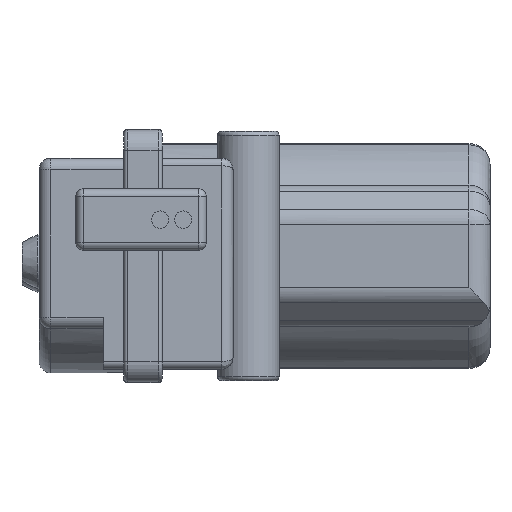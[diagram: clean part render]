
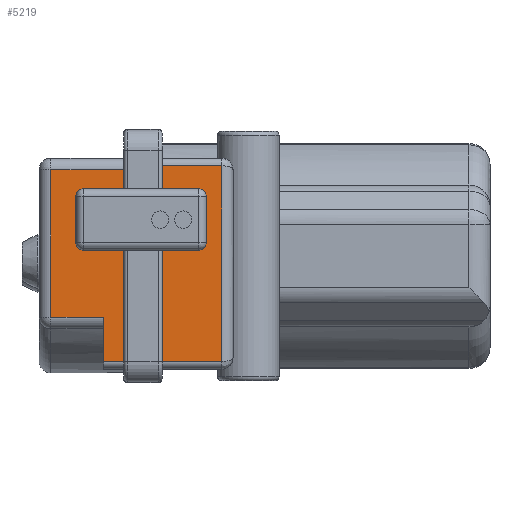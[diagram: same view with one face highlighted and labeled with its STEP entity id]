
A CAD part, front view. The second image highlights one B-rep face of the part: STEP entity #5219.
In plain terms, the highlighted planar face has unit normal (0, -1, 0).
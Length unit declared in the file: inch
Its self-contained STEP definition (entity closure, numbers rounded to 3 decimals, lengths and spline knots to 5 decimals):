
#345=FACE_OUTER_BOUND('',#676,.T.);
#676=EDGE_LOOP('',(#3476,#3477,#3478,#3479,#3480,#3481,#3482,#3483,#3484,
#3485,#3486,#3487,#3488,#3489));
#1393=LINE('',#8095,#1764);
#1399=LINE('',#8115,#1770);
#1400=LINE('',#8118,#1771);
#1401=LINE('',#8120,#1772);
#1402=LINE('',#8122,#1773);
#1403=LINE('',#8124,#1774);
#1404=LINE('',#8125,#1775);
#1405=LINE('',#8127,#1776);
#1406=LINE('',#8129,#1777);
#1407=LINE('',#8131,#1778);
#1408=LINE('',#8133,#1779);
#1409=LINE('',#8135,#1780);
#1410=LINE('',#8137,#1781);
#1411=LINE('',#8138,#1782);
#1764=VECTOR('',#6293,0.3937);
#1770=VECTOR('',#6309,0.3937);
#1771=VECTOR('',#6312,0.3937);
#1772=VECTOR('',#6313,0.3937);
#1773=VECTOR('',#6314,0.3937);
#1774=VECTOR('',#6315,0.3937);
#1775=VECTOR('',#6316,0.3937);
#1776=VECTOR('',#6317,0.3937);
#1777=VECTOR('',#6318,0.3937);
#1778=VECTOR('',#6319,0.3937);
#1779=VECTOR('',#6320,0.3937);
#1780=VECTOR('',#6321,0.3937);
#1781=VECTOR('',#6322,0.3937);
#1782=VECTOR('',#6323,0.3937);
#2134=VERTEX_POINT('',#8091);
#2136=VERTEX_POINT('',#8094);
#2141=VERTEX_POINT('',#8105);
#2145=VERTEX_POINT('',#8113);
#2146=VERTEX_POINT('',#8117);
#2147=VERTEX_POINT('',#8119);
#2148=VERTEX_POINT('',#8121);
#2149=VERTEX_POINT('',#8123);
#2150=VERTEX_POINT('',#8126);
#2151=VERTEX_POINT('',#8128);
#2152=VERTEX_POINT('',#8130);
#2153=VERTEX_POINT('',#8132);
#2154=VERTEX_POINT('',#8134);
#2155=VERTEX_POINT('',#8136);
#2645=EDGE_CURVE('',#2136,#2134,#1393,.T.);
#2655=EDGE_CURVE('',#2141,#2145,#1399,.T.);
#2656=EDGE_CURVE('',#2134,#2146,#1400,.T.);
#2657=EDGE_CURVE('',#2147,#2146,#1401,.T.);
#2658=EDGE_CURVE('',#2148,#2147,#1402,.T.);
#2659=EDGE_CURVE('',#2149,#2148,#1403,.T.);
#2660=EDGE_CURVE('',#2149,#2141,#1404,.T.);
#2661=EDGE_CURVE('',#2145,#2150,#1405,.T.);
#2662=EDGE_CURVE('',#2151,#2150,#1406,.T.);
#2663=EDGE_CURVE('',#2152,#2151,#1407,.T.);
#2664=EDGE_CURVE('',#2153,#2152,#1408,.T.);
#2665=EDGE_CURVE('',#2154,#2153,#1409,.T.);
#2666=EDGE_CURVE('',#2155,#2154,#1410,.T.);
#2667=EDGE_CURVE('',#2155,#2136,#1411,.T.);
#3476=ORIENTED_EDGE('',*,*,#2656,.T.);
#3477=ORIENTED_EDGE('',*,*,#2657,.F.);
#3478=ORIENTED_EDGE('',*,*,#2658,.F.);
#3479=ORIENTED_EDGE('',*,*,#2659,.F.);
#3480=ORIENTED_EDGE('',*,*,#2660,.T.);
#3481=ORIENTED_EDGE('',*,*,#2655,.T.);
#3482=ORIENTED_EDGE('',*,*,#2661,.T.);
#3483=ORIENTED_EDGE('',*,*,#2662,.F.);
#3484=ORIENTED_EDGE('',*,*,#2663,.F.);
#3485=ORIENTED_EDGE('',*,*,#2664,.F.);
#3486=ORIENTED_EDGE('',*,*,#2665,.F.);
#3487=ORIENTED_EDGE('',*,*,#2666,.F.);
#3488=ORIENTED_EDGE('',*,*,#2667,.T.);
#3489=ORIENTED_EDGE('',*,*,#2645,.T.);
#5106=PLANE('',#5580);
#5219=ADVANCED_FACE('',(#345),#5106,.T.);
#5580=AXIS2_PLACEMENT_3D('',#8116,#6310,#6311);
#6293=DIRECTION('',(1.,0.,0.));
#6309=DIRECTION('',(-1.,0.,0.));
#6310=DIRECTION('center_axis',(0.,-1.,0.));
#6311=DIRECTION('ref_axis',(0.,0.,-1.));
#6312=DIRECTION('',(0.,0.,-1.));
#6313=DIRECTION('',(-1.,0.,0.));
#6314=DIRECTION('',(0.,0.,-1.));
#6315=DIRECTION('',(1.,0.,0.));
#6316=DIRECTION('',(0.,0.,-1.));
#6317=DIRECTION('',(0.,0.,1.));
#6318=DIRECTION('',(1.,0.,0.));
#6319=DIRECTION('',(0.,0.,1.));
#6320=DIRECTION('',(-1.,0.,0.));
#6321=DIRECTION('',(0.,0.,1.));
#6322=DIRECTION('',(-1.,0.,0.));
#6323=DIRECTION('',(0.,0.,1.));
#8091=CARTESIAN_POINT('',(0.049,-2.8937,0.10827));
#8094=CARTESIAN_POINT('',(-0.148,-2.8937,0.10827));
#8095=CARTESIAN_POINT('',(-0.3937,-2.8937,0.10827));
#8105=CARTESIAN_POINT('',(0.049,-2.8937,0.42323));
#8113=CARTESIAN_POINT('',(-0.148,-2.8937,0.42323));
#8115=CARTESIAN_POINT('',(0.27559,-2.8937,0.42323));
#8116=CARTESIAN_POINT('Origin',(0.,-2.8937,
0.37769));
#8117=CARTESIAN_POINT('',(0.049,-2.8937,-0.4626));
#8118=CARTESIAN_POINT('',(0.049,-2.8937,0.22821));
#8119=CARTESIAN_POINT('',(0.35433,-2.8937,-0.4626));
#8120=CARTESIAN_POINT('',(0.20669,-2.8937,-0.4626));
#8121=CARTESIAN_POINT('',(0.35433,-2.8937,0.54134));
#8122=CARTESIAN_POINT('',(0.35433,-2.8937,0.20853));
#8123=CARTESIAN_POINT('',(0.049,-2.8937,0.54134));
#8124=CARTESIAN_POINT('',(0.20669,-2.8937,0.54134));
#8125=CARTESIAN_POINT('',(0.049,-2.8937,0.22821));
#8126=CARTESIAN_POINT('',(-0.148,-2.8937,0.52165));
#8127=CARTESIAN_POINT('',(-0.148,-2.8937,0.22821));
#8128=CARTESIAN_POINT('',(-0.52202,-2.8937,0.52165));
#8129=CARTESIAN_POINT('',(0.20669,-2.8937,0.52165));
#8130=CARTESIAN_POINT('',(-0.52202,-2.8937,-0.23622));
#8131=CARTESIAN_POINT('',(-0.52202,-2.8937,0.2602));
#8132=CARTESIAN_POINT('',(-0.25098,-2.8937,-0.23622));
#8133=CARTESIAN_POINT('',(-0.074,-2.8937,-0.23622));
#8134=CARTESIAN_POINT('',(-0.25098,-2.8937,-0.4626));
#8135=CARTESIAN_POINT('',(-0.25098,-2.8937,-0.2313));
#8136=CARTESIAN_POINT('',(-0.148,-2.8937,-0.4626));
#8137=CARTESIAN_POINT('',(0.20669,-2.8937,-0.4626));
#8138=CARTESIAN_POINT('',(-0.148,-2.8937,0.22821));
